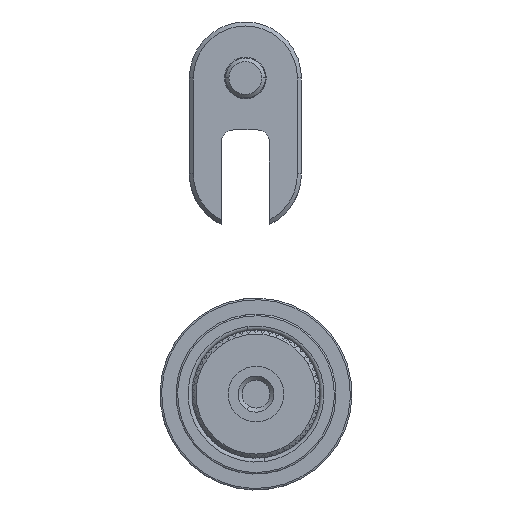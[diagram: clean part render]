
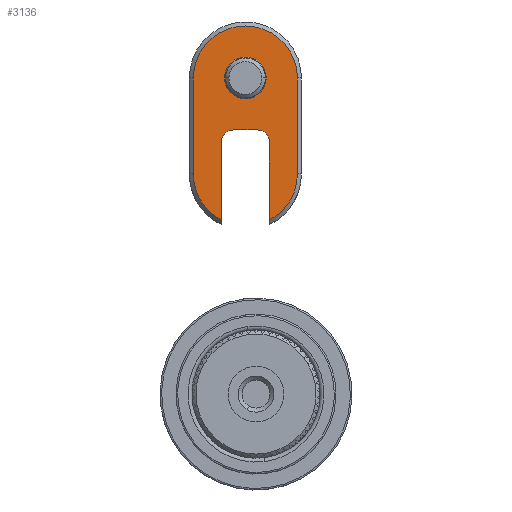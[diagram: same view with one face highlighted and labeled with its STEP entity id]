
A CAD part, left-side view. The second image highlights one B-rep face of the part: STEP entity #3136.
In plain terms, the highlighted face is planar.
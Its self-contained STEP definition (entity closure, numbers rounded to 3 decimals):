
#24 = DIRECTION ( 'NONE',  ( 0., 0., 1. ) ) ;
#443 = CARTESIAN_POINT ( 'NONE',  ( -0.5, 8., 1.5 ) ) ;
#851 = VECTOR ( 'NONE', #14129, 1000. ) ;
#1291 = CIRCLE ( 'NONE', #11031, 2.6 ) ;
#1590 = EDGE_CURVE ( 'NONE', #9041, #6817, #2609, .T. ) ;
#1807 = VERTEX_POINT ( 'NONE', #6520 ) ;
#2092 = CARTESIAN_POINT ( 'NONE',  ( -2., 8., 1.5 ) ) ;
#2240 = EDGE_LOOP ( 'NONE', ( #16105, #16500 ) ) ;
#2320 = EDGE_CURVE ( 'NONE', #8406, #9041, #6781, .T. ) ;
#2424 = CIRCLE ( 'NONE', #8206, 6.5 ) ;
#2524 = CARTESIAN_POINT ( 'NONE',  ( -0.5, 8., -1.5 ) ) ;
#2545 = DIRECTION ( 'NONE',  ( 0., 1., 0. ) ) ;
#2609 = LINE ( 'NONE', #8441, #15929 ) ;
#2799 = EDGE_CURVE ( 'NONE', #5093, #8406, #2958, .T. ) ;
#2833 = EDGE_CURVE ( 'NONE', #15148, #10325, #5574, .T. ) ;
#2956 = DIRECTION ( 'NONE',  ( 0., 0., -1. ) ) ;
#2958 = LINE ( 'NONE', #12087, #10412 ) ;
#3048 = CARTESIAN_POINT ( 'NONE',  ( -11.766, 8., -3. ) ) ;
#3116 = VECTOR ( 'NONE', #4984, 1000. ) ;
#3136 = ADVANCED_FACE ( 'NONE', ( #4265, #16181 ), #6530, .T. ) ;
#3193 = CARTESIAN_POINT ( 'NONE',  ( -2., 8., -1.5 ) ) ;
#3271 = CARTESIAN_POINT ( 'NONE',  ( -2., 8., 3. ) ) ;
#3358 = AXIS2_PLACEMENT_3D ( 'NONE', #11803, #7826, #10502 ) ;
#4265 = FACE_BOUND ( 'NONE', #2240, .T. ) ;
#4330 = CIRCLE ( 'NONE', #3358, 2.6 ) ;
#4431 = ORIENTED_EDGE ( 'NONE', *, *, #16393, .F. ) ;
#4644 = ORIENTED_EDGE ( 'NONE', *, *, #2833, .F. ) ;
#4981 = EDGE_CURVE ( 'NONE', #5250, #15369, #14013, .T. ) ;
#4984 = DIRECTION ( 'NONE',  ( 1., 0., 0. ) ) ;
#5093 = VERTEX_POINT ( 'NONE', #15467 ) ;
#5114 = DIRECTION ( 'NONE',  ( 0., 0., 1. ) ) ;
#5250 = VERTEX_POINT ( 'NONE', #7135 ) ;
#5517 = CARTESIAN_POINT ( 'NONE',  ( -6., 8., -6.5 ) ) ;
#5574 = CIRCLE ( 'NONE', #12166, 1.5 ) ;
#6016 = ORIENTED_EDGE ( 'NONE', *, *, #4981, .F. ) ;
#6119 = DIRECTION ( 'NONE',  ( 0., -1., 0. ) ) ;
#6187 = VECTOR ( 'NONE', #15527, 1000. ) ;
#6226 = CARTESIAN_POINT ( 'NONE',  ( -2., 8., -3. ) ) ;
#6308 = CARTESIAN_POINT ( 'NONE',  ( -6., 8., 0. ) ) ;
#6367 = DIRECTION ( 'NONE',  ( 0., 1., 0. ) ) ;
#6480 = DIRECTION ( 'NONE',  ( 0., 0., 1. ) ) ;
#6520 = CARTESIAN_POINT ( 'NONE',  ( 6., 8., 2.6 ) ) ;
#6530 = PLANE ( 'NONE',  #14417 ) ;
#6627 = LINE ( 'NONE', #11530, #851 ) ;
#6781 = CIRCLE ( 'NONE', #6830, 6.5 ) ;
#6795 = EDGE_CURVE ( 'NONE', #1807, #15253, #1291, .T. ) ;
#6817 = VERTEX_POINT ( 'NONE', #5517 ) ;
#6830 = AXIS2_PLACEMENT_3D ( 'NONE', #12691, #13984, #8782 ) ;
#6902 = CARTESIAN_POINT ( 'NONE',  ( 6., 8., -2.6 ) ) ;
#7135 = CARTESIAN_POINT ( 'NONE',  ( -11.766, 8., 3. ) ) ;
#7140 = EDGE_CURVE ( 'NONE', #5250, #5093, #7496, .T. ) ;
#7232 = CARTESIAN_POINT ( 'NONE',  ( 6., 8., 6.5 ) ) ;
#7368 = LINE ( 'NONE', #2524, #6187 ) ;
#7496 = CIRCLE ( 'NONE', #10811, 6.5 ) ;
#7826 = DIRECTION ( 'NONE',  ( 0., -1., 0. ) ) ;
#8109 = CARTESIAN_POINT ( 'NONE',  ( 6., 8., 0. ) ) ;
#8206 = AXIS2_PLACEMENT_3D ( 'NONE', #10198, #11450, #24 ) ;
#8272 = VERTEX_POINT ( 'NONE', #3048 ) ;
#8347 = ORIENTED_EDGE ( 'NONE', *, *, #14132, .F. ) ;
#8406 = VERTEX_POINT ( 'NONE', #7232 ) ;
#8441 = CARTESIAN_POINT ( 'NONE',  ( -6., 8., -6.5 ) ) ;
#8510 = AXIS2_PLACEMENT_3D ( 'NONE', #2092, #14857, #13385 ) ;
#8782 = DIRECTION ( 'NONE',  ( 0., 0., 1. ) ) ;
#9041 = VERTEX_POINT ( 'NONE', #11190 ) ;
#9062 = CARTESIAN_POINT ( 'NONE',  ( -6., 8., 0. ) ) ;
#9414 = DIRECTION ( 'NONE',  ( 1., 0., 0. ) ) ;
#9747 = EDGE_CURVE ( 'NONE', #6817, #8272, #2424, .T. ) ;
#10051 = CARTESIAN_POINT ( 'NONE',  ( -15.92, 8., 3. ) ) ;
#10151 = DIRECTION ( 'NONE',  ( 0., 0., -1. ) ) ;
#10174 = ORIENTED_EDGE ( 'NONE', *, *, #1590, .T. ) ;
#10198 = CARTESIAN_POINT ( 'NONE',  ( -6., 8., 0. ) ) ;
#10307 = ORIENTED_EDGE ( 'NONE', *, *, #2799, .T. ) ;
#10325 = VERTEX_POINT ( 'NONE', #6226 ) ;
#10412 = VECTOR ( 'NONE', #9414, 1000. ) ;
#10446 = ORIENTED_EDGE ( 'NONE', *, *, #9747, .T. ) ;
#10502 = DIRECTION ( 'NONE',  ( 0., 0., -1. ) ) ;
#10811 = AXIS2_PLACEMENT_3D ( 'NONE', #6308, #2545, #5114 ) ;
#11031 = AXIS2_PLACEMENT_3D ( 'NONE', #8109, #6119, #10151 ) ;
#11190 = CARTESIAN_POINT ( 'NONE',  ( 6., 8., -6.5 ) ) ;
#11221 = EDGE_CURVE ( 'NONE', #16143, #15148, #7368, .T. ) ;
#11450 = DIRECTION ( 'NONE',  ( 0., 1., 0. ) ) ;
#11530 = CARTESIAN_POINT ( 'NONE',  ( -15.92, 8., -3. ) ) ;
#11803 = CARTESIAN_POINT ( 'NONE',  ( 6., 8., 0. ) ) ;
#11872 = CARTESIAN_POINT ( 'NONE',  ( -0.5, 8., -1.5 ) ) ;
#12087 = CARTESIAN_POINT ( 'NONE',  ( 6., 8., 6.5 ) ) ;
#12166 = AXIS2_PLACEMENT_3D ( 'NONE', #3193, #14575, #2956 ) ;
#12691 = CARTESIAN_POINT ( 'NONE',  ( 6., 8., 0. ) ) ;
#13385 = DIRECTION ( 'NONE',  ( 0., 0., 1. ) ) ;
#13590 = CIRCLE ( 'NONE', #8510, 1.5 ) ;
#13762 = DIRECTION ( 'NONE',  ( -1., 0., 0. ) ) ;
#13841 = EDGE_CURVE ( 'NONE', #15253, #1807, #4330, .T. ) ;
#13984 = DIRECTION ( 'NONE',  ( 0., 1., 0. ) ) ;
#14013 = LINE ( 'NONE', #10051, #3116 ) ;
#14129 = DIRECTION ( 'NONE',  ( -1., 0., 0. ) ) ;
#14132 = EDGE_CURVE ( 'NONE', #15369, #16143, #13590, .T. ) ;
#14417 = AXIS2_PLACEMENT_3D ( 'NONE', #9062, #6367, #6480 ) ;
#14540 = ORIENTED_EDGE ( 'NONE', *, *, #11221, .F. ) ;
#14575 = DIRECTION ( 'NONE',  ( 0., 1., 0. ) ) ;
#14628 = EDGE_LOOP ( 'NONE', ( #10174, #10446, #4431, #4644, #14540, #8347, #6016, #16370, #10307, #15643 ) ) ;
#14857 = DIRECTION ( 'NONE',  ( 0., 1., 0. ) ) ;
#15148 = VERTEX_POINT ( 'NONE', #11872 ) ;
#15253 = VERTEX_POINT ( 'NONE', #6902 ) ;
#15369 = VERTEX_POINT ( 'NONE', #3271 ) ;
#15467 = CARTESIAN_POINT ( 'NONE',  ( -6., 8., 6.5 ) ) ;
#15527 = DIRECTION ( 'NONE',  ( 0., 0., -1. ) ) ;
#15643 = ORIENTED_EDGE ( 'NONE', *, *, #2320, .T. ) ;
#15929 = VECTOR ( 'NONE', #13762, 1000. ) ;
#16105 = ORIENTED_EDGE ( 'NONE', *, *, #13841, .T. ) ;
#16143 = VERTEX_POINT ( 'NONE', #443 ) ;
#16181 = FACE_OUTER_BOUND ( 'NONE', #14628, .T. ) ;
#16370 = ORIENTED_EDGE ( 'NONE', *, *, #7140, .T. ) ;
#16393 = EDGE_CURVE ( 'NONE', #10325, #8272, #6627, .T. ) ;
#16500 = ORIENTED_EDGE ( 'NONE', *, *, #6795, .T. ) ;
